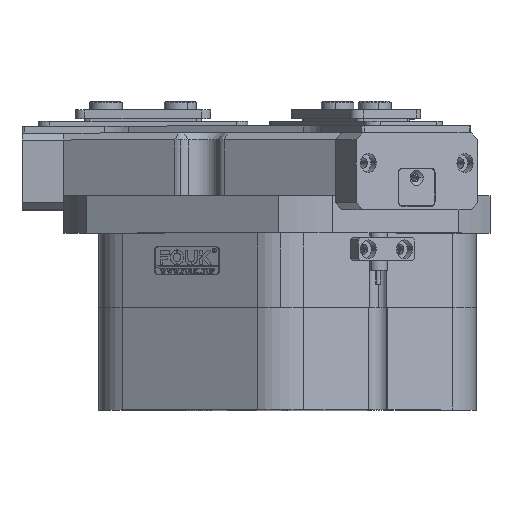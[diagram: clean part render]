
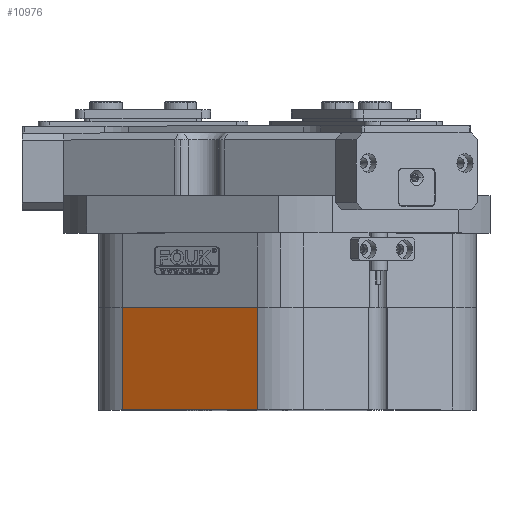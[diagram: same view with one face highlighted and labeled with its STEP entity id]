
A CAD part, top view. The second image highlights one B-rep face of the part: STEP entity #10976.
In plain terms, the highlighted face is planar.
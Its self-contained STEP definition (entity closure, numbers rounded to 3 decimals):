
#2727 = EDGE_CURVE ( 'NONE', #36877, #7271, #40069, .T. ) ;
#2790 = CARTESIAN_POINT ( 'NONE',  ( 12., 44., -87.757 ) ) ;
#3439 = AXIS2_PLACEMENT_3D ( 'NONE', #11245, #25565, #22175 ) ;
#4125 = LINE ( 'NONE', #14033, #39640 ) ;
#4243 = EDGE_CURVE ( 'NONE', #47428, #43749, #17219, .T. ) ;
#4419 = ORIENTED_EDGE ( 'NONE', *, *, #21583, .T. ) ;
#4945 = ORIENTED_EDGE ( 'NONE', *, *, #4243, .F. ) ;
#7271 = VERTEX_POINT ( 'NONE', #36535 ) ;
#7312 = VECTOR ( 'NONE', #38321, 1000. ) ;
#8011 = ORIENTED_EDGE ( 'NONE', *, *, #10914, .T. ) ;
#8619 = EDGE_LOOP ( 'NONE', ( #4945, #8011, #25310, #4419 ) ) ;
#10012 = CARTESIAN_POINT ( 'NONE',  ( 41., 0., -71.014 ) ) ;
#10909 = PLANE ( 'NONE',  #3439 ) ;
#10914 = EDGE_CURVE ( 'NONE', #47428, #36877, #4125, .T. ) ;
#10976 = ADVANCED_FACE ( 'NONE', ( #21011 ), #10909, .T. ) ;
#11245 = CARTESIAN_POINT ( 'NONE',  ( 164., 0., 0. ) ) ;
#14033 = CARTESIAN_POINT ( 'NONE',  ( 70., 0., -54.271 ) ) ;
#14697 = LINE ( 'NONE', #45100, #36235 ) ;
#16784 = VECTOR ( 'NONE', #48074, 1000. ) ;
#17219 = LINE ( 'NONE', #23350, #7312 ) ;
#21011 = FACE_OUTER_BOUND ( 'NONE', #8619, .T. ) ;
#21583 = EDGE_CURVE ( 'NONE', #7271, #43749, #14697, .T. ) ;
#22175 = DIRECTION ( 'NONE',  ( -0.866, 0., -0.5 ) ) ;
#23350 = CARTESIAN_POINT ( 'NONE',  ( 164., 44., 0. ) ) ;
#24575 = CARTESIAN_POINT ( 'NONE',  ( 70., 44., -54.271 ) ) ;
#24732 = DIRECTION ( 'NONE',  ( 0., -1., 0. ) ) ;
#25310 = ORIENTED_EDGE ( 'NONE', *, *, #2727, .T. ) ;
#25565 = DIRECTION ( 'NONE',  ( 0.5, 0., -0.866 ) ) ;
#36235 = VECTOR ( 'NONE', #37004, 1000. ) ;
#36535 = CARTESIAN_POINT ( 'NONE',  ( 12., 0., -87.757 ) ) ;
#36877 = VERTEX_POINT ( 'NONE', #37810 ) ;
#37004 = DIRECTION ( 'NONE',  ( 0., 1., 0. ) ) ;
#37810 = CARTESIAN_POINT ( 'NONE',  ( 70., 0., -54.271 ) ) ;
#38321 = DIRECTION ( 'NONE',  ( -0.866, 0., -0.5 ) ) ;
#39640 = VECTOR ( 'NONE', #24732, 1000. ) ;
#40069 = LINE ( 'NONE', #10012, #16784 ) ;
#43749 = VERTEX_POINT ( 'NONE', #2790 ) ;
#45100 = CARTESIAN_POINT ( 'NONE',  ( 12., 0., -87.757 ) ) ;
#47428 = VERTEX_POINT ( 'NONE', #24575 ) ;
#48074 = DIRECTION ( 'NONE',  ( -0.866, 0., -0.5 ) ) ;
